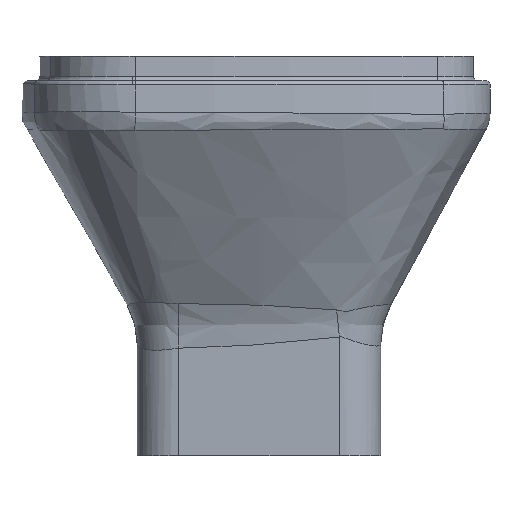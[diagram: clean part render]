
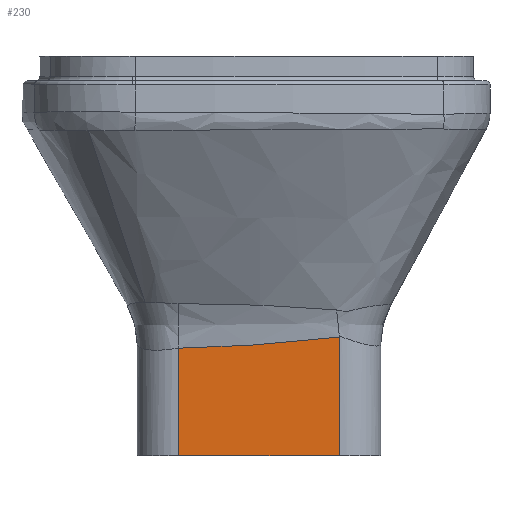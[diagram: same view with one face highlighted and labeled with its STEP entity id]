
A CAD part, left-side view. The second image highlights one B-rep face of the part: STEP entity #230.
In plain terms, the highlighted planar face has unit normal (-1, 0, 0).
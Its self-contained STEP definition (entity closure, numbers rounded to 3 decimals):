
#230 = ADVANCED_FACE ( 'NONE', ( #7648 ), #3688, .F. ) ;
#576 = VECTOR ( 'NONE', #4011, 1000. ) ;
#1152 = ORIENTED_EDGE ( 'NONE', *, *, #7983, .T. ) ;
#1319 = VECTOR ( 'NONE', #12778, 1000. ) ;
#1550 = DIRECTION ( 'NONE',  ( 1., 0., 0. ) ) ;
#1553 = EDGE_CURVE ( 'NONE', #13429, #4767, #12597, .T. ) ;
#1757 = CARTESIAN_POINT ( 'NONE',  ( -15., 19.5, -72.804 ) ) ;
#2129 = CARTESIAN_POINT ( 'NONE',  ( -15., 12.98, -72.742 ) ) ;
#2455 = AXIS2_PLACEMENT_3D ( 'NONE', #3635, #1550, #7881 ) ;
#2479 = EDGE_CURVE ( 'NONE', #7520, #13429, #4012, .T. ) ;
#2522 = B_SPLINE_CURVE_WITH_KNOTS ( 'NONE', 3,
 ( #13995, #4206, #7554, #13808, #11690, #9730, #2129, #11740 ),
 .UNSPECIFIED., .F., .F.,
 ( 4, 2, 2, 4 ),
 ( 0., 0.01, 0.02, 0.039 ),
 .UNSPECIFIED. ) ;
#3635 = CARTESIAN_POINT ( 'NONE',  ( -15., -19.5, -80.93 ) ) ;
#3688 = PLANE ( 'NONE',  #2455 ) ;
#4011 = DIRECTION ( 'NONE',  ( 0., 0., 1. ) ) ;
#4012 = LINE ( 'NONE', #11734, #12269 ) ;
#4206 = CARTESIAN_POINT ( 'NONE',  ( -15., -16.257, -70.443 ) ) ;
#4319 = ORIENTED_EDGE ( 'NONE', *, *, #6799, .T. ) ;
#4767 = VERTEX_POINT ( 'NONE', #1757 ) ;
#4823 = CARTESIAN_POINT ( 'NONE',  ( -15., -19.5, -98.93 ) ) ;
#5130 = CARTESIAN_POINT ( 'NONE',  ( -15., 19.5, -98.93 ) ) ;
#5252 = CARTESIAN_POINT ( 'NONE',  ( -15., 19.5, -80.93 ) ) ;
#6799 = EDGE_CURVE ( 'NONE', #7520, #7057, #6989, .T. ) ;
#6989 = LINE ( 'NONE', #10477, #576 ) ;
#7057 = VERTEX_POINT ( 'NONE', #9243 ) ;
#7520 = VERTEX_POINT ( 'NONE', #4823 ) ;
#7554 = CARTESIAN_POINT ( 'NONE',  ( -15., -13.016, -70.784 ) ) ;
#7648 = FACE_OUTER_BOUND ( 'NONE', #10300, .T. ) ;
#7881 = DIRECTION ( 'NONE',  ( 0., 0., -1. ) ) ;
#7983 = EDGE_CURVE ( 'NONE', #7057, #4767, #2522, .T. ) ;
#8306 = ORIENTED_EDGE ( 'NONE', *, *, #1553, .F. ) ;
#8488 = DIRECTION ( 'NONE',  ( 0., 1., 0. ) ) ;
#9243 = CARTESIAN_POINT ( 'NONE',  ( -15., -19.5, -70.113 ) ) ;
#9730 = CARTESIAN_POINT ( 'NONE',  ( -15., 6.471, -72.43 ) ) ;
#10300 = EDGE_LOOP ( 'NONE', ( #4319, #1152, #8306, #12619 ) ) ;
#10477 = CARTESIAN_POINT ( 'NONE',  ( -15., -19.5, -80.93 ) ) ;
#11690 = CARTESIAN_POINT ( 'NONE',  ( -15., -3.28, -71.699 ) ) ;
#11734 = CARTESIAN_POINT ( 'NONE',  ( -15., -19.5, -98.93 ) ) ;
#11740 = CARTESIAN_POINT ( 'NONE',  ( -15., 19.5, -72.804 ) ) ;
#12269 = VECTOR ( 'NONE', #8488, 1000. ) ;
#12597 = LINE ( 'NONE', #5252, #1319 ) ;
#12619 = ORIENTED_EDGE ( 'NONE', *, *, #2479, .F. ) ;
#12778 = DIRECTION ( 'NONE',  ( 0., 0., 1. ) ) ;
#13429 = VERTEX_POINT ( 'NONE', #5130 ) ;
#13808 = CARTESIAN_POINT ( 'NONE',  ( -15., -6.527, -71.411 ) ) ;
#13995 = CARTESIAN_POINT ( 'NONE',  ( -15., -19.5, -70.113 ) ) ;
